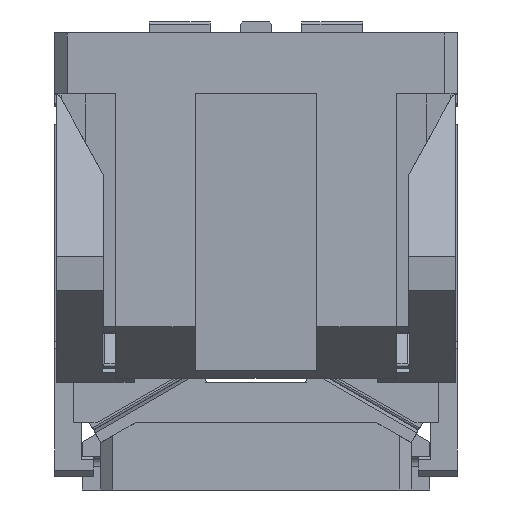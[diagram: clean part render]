
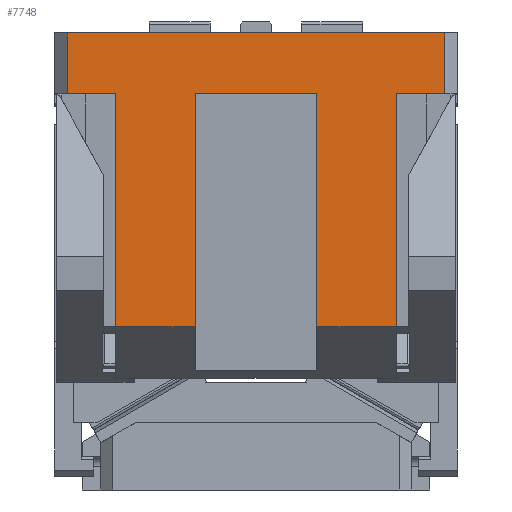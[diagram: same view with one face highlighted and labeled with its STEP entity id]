
A CAD part, left-side view. The second image highlights one B-rep face of the part: STEP entity #7748.
In plain terms, the highlighted planar face has unit normal (-1, 0, 0).
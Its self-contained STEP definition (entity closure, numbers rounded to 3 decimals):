
#243=CARTESIAN_POINT('Vertex',(-415.,155.,180.)) ;
#246=CARTESIAN_POINT('Line Origine',(-415.,0.,180.)) ;
#250=CARTESIAN_POINT('Vertex',(-415.,-155.,180.)) ;
#5183=CARTESIAN_POINT('Line Origine',(-415.,-155.,155.)) ;
#5187=CARTESIAN_POINT('Vertex',(-415.,-155.,130.)) ;
#7546=CARTESIAN_POINT('Vertex',(-415.,155.,130.)) ;
#7549=CARTESIAN_POINT('Line Origine',(-415.,155.,155.)) ;
#7627=CARTESIAN_POINT('Vertex',(-415.,-50.,130.)) ;
#7630=CARTESIAN_POINT('Line Origine',(-415.,0.,130.)) ;
#7634=CARTESIAN_POINT('Vertex',(-415.,50.,130.)) ;
#7665=CARTESIAN_POINT('Line Origine',(-415.,50.,34.391)) ;
#7669=CARTESIAN_POINT('Vertex',(-415.,50.,-61.218)) ;
#7684=CARTESIAN_POINT('Axis2P3D Location',(-415.,-165.,130.)) ;
#7689=CARTESIAN_POINT('Line Origine',(-415.,115.,34.391)) ;
#7693=CARTESIAN_POINT('Vertex',(-415.,115.,130.)) ;
#7695=CARTESIAN_POINT('Vertex',(-415.,115.,-61.218)) ;
#7698=CARTESIAN_POINT('Line Origine',(-415.,82.5,-61.218)) ;
#7703=CARTESIAN_POINT('Line Origine',(-415.,-50.,34.391)) ;
#7707=CARTESIAN_POINT('Vertex',(-415.,-50.,-61.218)) ;
#7710=CARTESIAN_POINT('Line Origine',(-415.,-82.5,-61.218)) ;
#7714=CARTESIAN_POINT('Vertex',(-415.,-115.,-61.218)) ;
#7717=CARTESIAN_POINT('Line Origine',(-415.,-115.,34.391)) ;
#7721=CARTESIAN_POINT('Vertex',(-415.,-115.,130.)) ;
#7724=CARTESIAN_POINT('Line Origine',(-415.,-135.,130.)) ;
#7729=CARTESIAN_POINT('Line Origine',(-415.,135.,130.)) ;
#247=DIRECTION('Vector Direction',(0.,1.,0.)) ;
#5184=DIRECTION('Vector Direction',(0.,0.,1.)) ;
#7550=DIRECTION('Vector Direction',(0.,0.,-1.)) ;
#7631=DIRECTION('Vector Direction',(0.,1.,0.)) ;
#7666=DIRECTION('Vector Direction',(0.,0.,-1.)) ;
#7685=DIRECTION('Axis2P3D Direction',(1.,0.,0.)) ;
#7686=DIRECTION('Axis2P3D XDirection',(0.,0.,1.)) ;
#7690=DIRECTION('Vector Direction',(0.,0.,-1.)) ;
#7699=DIRECTION('Vector Direction',(0.,1.,0.)) ;
#7704=DIRECTION('Vector Direction',(0.,0.,-1.)) ;
#7711=DIRECTION('Vector Direction',(0.,1.,0.)) ;
#7718=DIRECTION('Vector Direction',(0.,0.,-1.)) ;
#7725=DIRECTION('Vector Direction',(0.,1.,0.)) ;
#7730=DIRECTION('Vector Direction',(0.,-1.,0.)) ;
#7687=AXIS2_PLACEMENT_3D('Plane Axis2P3D',#7684,#7685,#7686) ;
#7735=ORIENTED_EDGE('',*,*,#7697,.T.) ;
#7736=ORIENTED_EDGE('',*,*,#7702,.T.) ;
#7737=ORIENTED_EDGE('',*,*,#7671,.F.) ;
#7738=ORIENTED_EDGE('',*,*,#7636,.F.) ;
#7739=ORIENTED_EDGE('',*,*,#7709,.T.) ;
#7740=ORIENTED_EDGE('',*,*,#7716,.T.) ;
#7741=ORIENTED_EDGE('',*,*,#7723,.F.) ;
#7742=ORIENTED_EDGE('',*,*,#7728,.F.) ;
#7743=ORIENTED_EDGE('',*,*,#5189,.T.) ;
#7744=ORIENTED_EDGE('',*,*,#252,.T.) ;
#7745=ORIENTED_EDGE('',*,*,#7553,.T.) ;
#7746=ORIENTED_EDGE('',*,*,#7733,.T.) ;
#248=VECTOR('Line Direction',#247,1.) ;
#5185=VECTOR('Line Direction',#5184,1.) ;
#7551=VECTOR('Line Direction',#7550,1.) ;
#7632=VECTOR('Line Direction',#7631,1.) ;
#7667=VECTOR('Line Direction',#7666,1.) ;
#7691=VECTOR('Line Direction',#7690,1.) ;
#7700=VECTOR('Line Direction',#7699,1.) ;
#7705=VECTOR('Line Direction',#7704,1.) ;
#7712=VECTOR('Line Direction',#7711,1.) ;
#7719=VECTOR('Line Direction',#7718,1.) ;
#7726=VECTOR('Line Direction',#7725,1.) ;
#7731=VECTOR('Line Direction',#7730,1.) ;
#7748=ADVANCED_FACE('CAM HOLDER',(#7747),#7688,.F.) ;
#252=EDGE_CURVE('',#251,#244,#249,.T.) ;
#5189=EDGE_CURVE('',#5188,#251,#5186,.T.) ;
#7553=EDGE_CURVE('',#244,#7547,#7552,.T.) ;
#7636=EDGE_CURVE('',#7628,#7635,#7633,.T.) ;
#7671=EDGE_CURVE('',#7635,#7670,#7668,.T.) ;
#7697=EDGE_CURVE('',#7694,#7696,#7692,.T.) ;
#7702=EDGE_CURVE('',#7696,#7670,#7701,.F.) ;
#7709=EDGE_CURVE('',#7628,#7708,#7706,.T.) ;
#7716=EDGE_CURVE('',#7708,#7715,#7713,.F.) ;
#7723=EDGE_CURVE('',#7722,#7715,#7720,.T.) ;
#7728=EDGE_CURVE('',#5188,#7722,#7727,.T.) ;
#7733=EDGE_CURVE('',#7547,#7694,#7732,.T.) ;
#7734=EDGE_LOOP('',(#7735,#7736,#7737,#7738,#7739,#7740,#7741,#7742,#7743,#7744,#7745,#7746)) ;
#7747=FACE_OUTER_BOUND('',#7734,.T.) ;
#249=LINE('Line',#246,#248) ;
#5186=LINE('Line',#5183,#5185) ;
#7552=LINE('Line',#7549,#7551) ;
#7633=LINE('Line',#7630,#7632) ;
#7668=LINE('Line',#7665,#7667) ;
#7692=LINE('Line',#7689,#7691) ;
#7701=LINE('Line',#7698,#7700) ;
#7706=LINE('Line',#7703,#7705) ;
#7713=LINE('Line',#7710,#7712) ;
#7720=LINE('Line',#7717,#7719) ;
#7727=LINE('Line',#7724,#7726) ;
#7732=LINE('Line',#7729,#7731) ;
#7688=PLANE('Plane',#7687) ;
#244=VERTEX_POINT('',#243) ;
#251=VERTEX_POINT('',#250) ;
#5188=VERTEX_POINT('',#5187) ;
#7547=VERTEX_POINT('',#7546) ;
#7628=VERTEX_POINT('',#7627) ;
#7635=VERTEX_POINT('',#7634) ;
#7670=VERTEX_POINT('',#7669) ;
#7694=VERTEX_POINT('',#7693) ;
#7696=VERTEX_POINT('',#7695) ;
#7708=VERTEX_POINT('',#7707) ;
#7715=VERTEX_POINT('',#7714) ;
#7722=VERTEX_POINT('',#7721) ;
